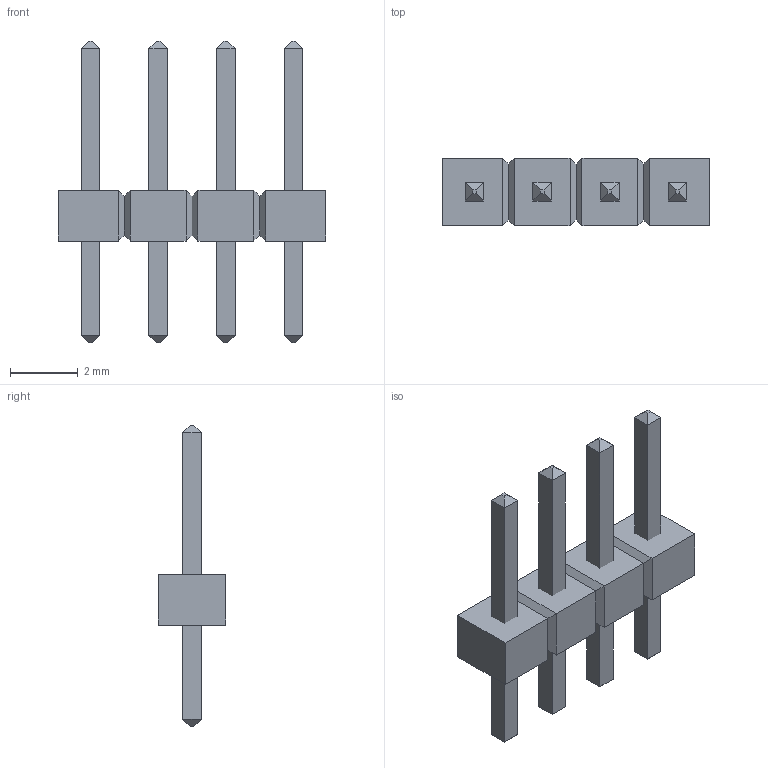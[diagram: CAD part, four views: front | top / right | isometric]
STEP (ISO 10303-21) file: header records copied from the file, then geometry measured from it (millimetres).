
FILE_DESCRIPTION(('FreeCAD Model'),'2;1');
FILE_NAME('759831.1.1.stp','2020-04-09T10:13:41',( 'Author'),(''),'Open CASCADE STEP processor 6.9','FreeCAD','Unknown' );
FILE_SCHEMA(('AUTOMOTIVE_DESIGN { 1 0 10303 214 1 1 1 1 }'));
Length unit declared in the file: millimetre
Products named in the file (3): ASSEMBLY; Body; LeadsArray
Assembly tree (2 placements, depth 2):
  ASSEMBLY
    Body
    LeadsArray
Bounding box: 7.9 x 2 x 8.9 mm (x, y, z)
Volume: 33.5 mm3; surface area: 141.1 mm2
Topology: 5 solids, 5 shells, 98 faces, 196 edges, 108 vertices
Faces by surface type: plane 98
Entity records: 4983 total; most frequent: CARTESIAN_POINT 845, DIRECTION 742, LINE 540, VECTOR 540, ORIENTED_EDGE 392, PCURVE 392, DEFINITIONAL_REPRESENTATION 392, EDGE_CURVE 196
